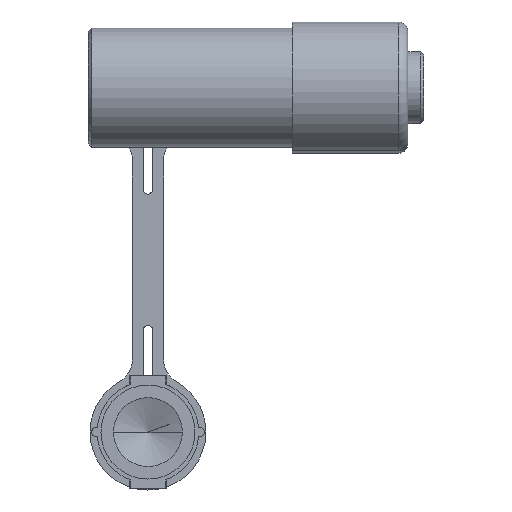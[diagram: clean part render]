
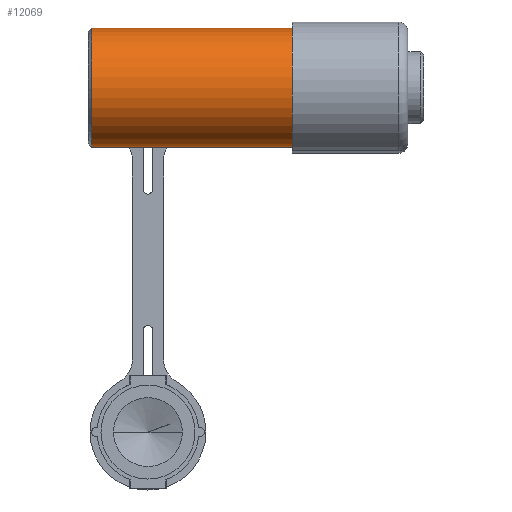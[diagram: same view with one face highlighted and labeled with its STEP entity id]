
A CAD part, front view. The second image highlights one B-rep face of the part: STEP entity #12069.
In plain terms, the highlighted cylindrical face has radius 19 mm (diameter 38 mm), a partial arc.
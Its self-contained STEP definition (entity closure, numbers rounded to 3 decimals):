
#600 = DIRECTION ( 'NONE',  ( -1., 0., 0. ) ) ;
#667 = EDGE_CURVE ( 'NONE', #3058, #5376, #12817, .T. ) ;
#1495 = AXIS2_PLACEMENT_3D ( 'NONE', #8233, #18131, #9707 ) ;
#1649 = CARTESIAN_POINT ( 'NONE',  ( 96.034, 0., 19. ) ) ;
#1679 = LINE ( 'NONE', #8993, #4926 ) ;
#2283 = DIRECTION ( 'NONE',  ( -1., 0., 0. ) ) ;
#3001 = VERTEX_POINT ( 'NONE', #14116 ) ;
#3058 = VERTEX_POINT ( 'NONE', #1649 ) ;
#3525 = VECTOR ( 'NONE', #15021, 1000. ) ;
#3769 = DIRECTION ( 'NONE',  ( -1., 0., 0. ) ) ;
#4010 = ORIENTED_EDGE ( 'NONE', *, *, #10086, .F. ) ;
#4926 = VECTOR ( 'NONE', #600, 1000. ) ;
#5376 = VERTEX_POINT ( 'NONE', #10123 ) ;
#5710 = CIRCLE ( 'NONE', #16108, 19. ) ;
#6415 = EDGE_CURVE ( 'NONE', #13578, #5376, #13733, .T. ) ;
#8233 = CARTESIAN_POINT ( 'NONE',  ( 1., 0., 0. ) ) ;
#8575 = EDGE_LOOP ( 'NONE', ( #4010, #17316, #15688, #17040 ) ) ;
#8993 = CARTESIAN_POINT ( 'NONE',  ( 0., 0., -19. ) ) ;
#9483 = DIRECTION ( 'NONE',  ( 0., 0., 1. ) ) ;
#9707 = DIRECTION ( 'NONE',  ( 0., 0., 1. ) ) ;
#10086 = EDGE_CURVE ( 'NONE', #3001, #13578, #1679, .T. ) ;
#10123 = CARTESIAN_POINT ( 'NONE',  ( 1., 0., 19. ) ) ;
#10719 = CARTESIAN_POINT ( 'NONE',  ( 96.034, 0., 0. ) ) ;
#10775 = CARTESIAN_POINT ( 'NONE',  ( 0., 0., 19. ) ) ;
#12069 = ADVANCED_FACE ( 'NONE', ( #12156 ), #17445, .T. ) ;
#12127 = DIRECTION ( 'NONE',  ( 0., 0., 1. ) ) ;
#12156 = FACE_OUTER_BOUND ( 'NONE', #8575, .T. ) ;
#12817 = LINE ( 'NONE', #10775, #3525 ) ;
#13578 = VERTEX_POINT ( 'NONE', #16253 ) ;
#13733 = CIRCLE ( 'NONE', #1495, 19. ) ;
#14116 = CARTESIAN_POINT ( 'NONE',  ( 96.034, 0., -19. ) ) ;
#15021 = DIRECTION ( 'NONE',  ( -1., 0., 0. ) ) ;
#15688 = ORIENTED_EDGE ( 'NONE', *, *, #667, .T. ) ;
#16108 = AXIS2_PLACEMENT_3D ( 'NONE', #10719, #2283, #12127 ) ;
#16153 = EDGE_CURVE ( 'NONE', #3001, #3058, #5710, .T. ) ;
#16253 = CARTESIAN_POINT ( 'NONE',  ( 1., 0., -19. ) ) ;
#16431 = CARTESIAN_POINT ( 'NONE',  ( 0., 0., 0. ) ) ;
#16999 = AXIS2_PLACEMENT_3D ( 'NONE', #16431, #3769, #9483 ) ;
#17040 = ORIENTED_EDGE ( 'NONE', *, *, #6415, .F. ) ;
#17316 = ORIENTED_EDGE ( 'NONE', *, *, #16153, .T. ) ;
#17445 = CYLINDRICAL_SURFACE ( 'NONE', #16999, 19. ) ;
#18131 = DIRECTION ( 'NONE',  ( -1., 0., 0. ) ) ;
